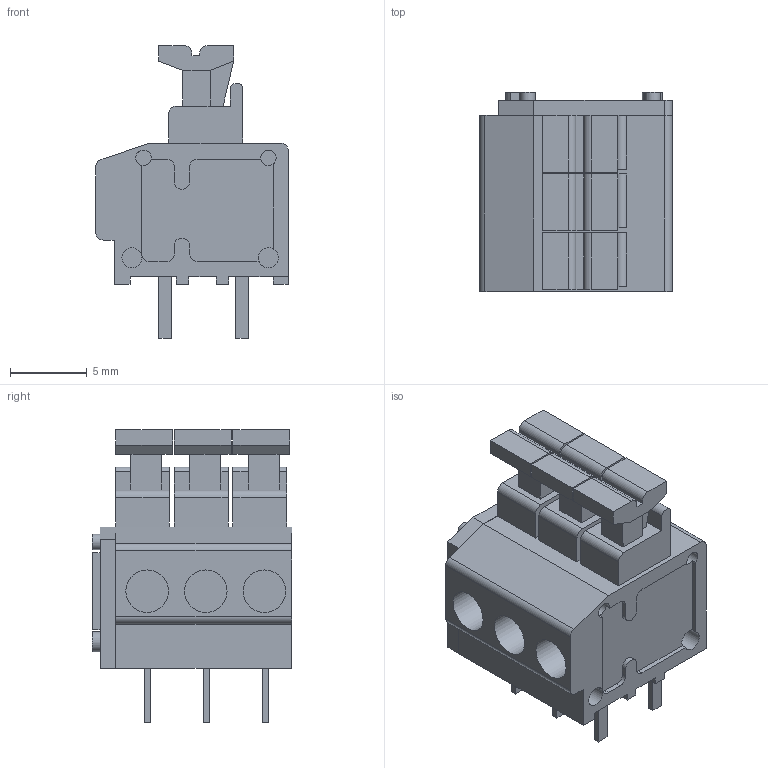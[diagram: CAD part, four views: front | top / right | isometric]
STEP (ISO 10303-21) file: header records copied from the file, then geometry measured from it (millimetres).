
FILE_DESCRIPTION(/* description */ ('STEP AP242','CAx-IF Rec.Pracs.---Representation and Presentation of Product Manufacturing Information (PMI)---4.0---2014-10-13','CAx-IF Rec.Pracs.---3D Tessellated Geometry---0.4---2014-09-14','2;1'),/* implementation_level */ '2;1');
FILE_NAME(/* name */ '6334d300f86f6e124a2e5bf5',/* time_stamp */ '2022-09-28T23:04:33+00:00',/* author */ (''),/* organization */ (''),/* preprocessor_version */ 'ST-DEVELOPER v18.102',/* originating_system */ ' ',/* authorisation */ ' ');
FILE_SCHEMA (('AP242_MANAGED_MODEL_BASED_3D_ENGINEERING_MIM_LF { 1 0 10303 442 1 1 4 }'));
Length unit declared in the file: metre
Products named in the file (3): pins; side; body
Bounding box: 12.5 x 12.93 x 19.02 mm (x, y, z)
Volume: 1344.3 mm3; surface area: 2111 mm2
Topology: 3 solids, 5 shells, 292 faces, 790 edges, 521 vertices
Faces by surface type: plane 228, cylinder 64
Full cylindrical faces by diameter (mm): 1 x6, 1.3 x6, 2.762 x3
Entity records: 9083 total; most frequent: CARTESIAN_POINT 1583, ORIENTED_EDGE 1542, DIRECTION 1492, EDGE_CURVE 771, LINE 640, VECTOR 640, VERTEX_POINT 517, AXIS2_PLACEMENT_3D 426
